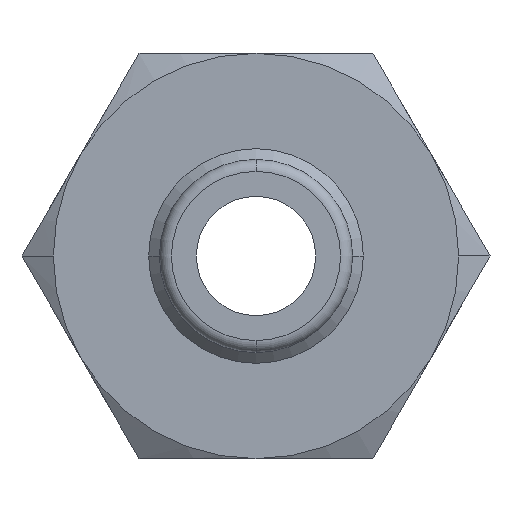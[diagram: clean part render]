
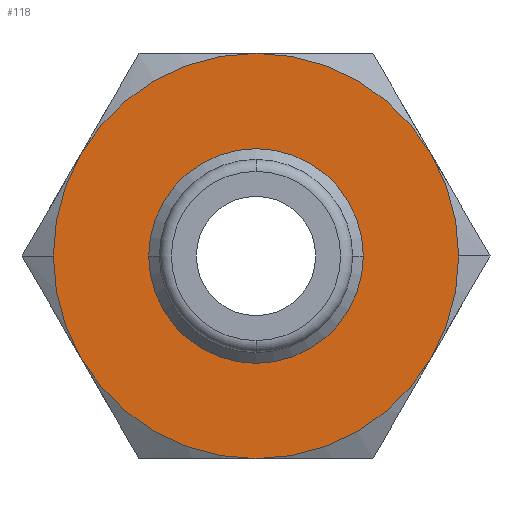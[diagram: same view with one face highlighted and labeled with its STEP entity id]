
A CAD part, front view. The second image highlights one B-rep face of the part: STEP entity #118.
In plain terms, the highlighted planar face has unit normal (0, -1, 0).
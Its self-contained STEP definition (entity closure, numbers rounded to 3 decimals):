
#118=ADVANCED_FACE('',(#254,#255),#256,.T.);
#254=FACE_OUTER_BOUND('',#409,.T.);
#255=FACE_BOUND('',#410,.T.);
#256=PLANE('',#411);
#409=EDGE_LOOP('',(#674,#675,#676,#677,#678,#679,#680,#681));
#410=EDGE_LOOP('',(#682,#683));
#411=AXIS2_PLACEMENT_3D('',#684,#685,#686);
#674=ORIENTED_EDGE('',*,*,#981,.F.);
#675=ORIENTED_EDGE('',*,*,#948,.F.);
#676=ORIENTED_EDGE('',*,*,#982,.F.);
#677=ORIENTED_EDGE('',*,*,#983,.F.);
#678=ORIENTED_EDGE('',*,*,#984,.F.);
#679=ORIENTED_EDGE('',*,*,#978,.F.);
#680=ORIENTED_EDGE('',*,*,#936,.F.);
#681=ORIENTED_EDGE('',*,*,#985,.F.);
#682=ORIENTED_EDGE('',*,*,#963,.F.);
#683=ORIENTED_EDGE('',*,*,#965,.F.);
#684=CARTESIAN_POINT('',(4.25,14.0,0.0));
#685=DIRECTION('',(-0.0,-1.0,-0.0));
#686=DIRECTION('',(-1.0,0.0,0.0));
#936=EDGE_CURVE('',#1118,#1115,#1120,.T.);
#948=EDGE_CURVE('',#1135,#1137,#1138,.T.);
#963=EDGE_CURVE('',#1156,#1153,#1158,.T.);
#965=EDGE_CURVE('',#1153,#1156,#1160,.T.);
#978=EDGE_CURVE('',#1115,#1175,#1179,.T.);
#981=EDGE_CURVE('',#1137,#1182,#1183,.T.);
#982=EDGE_CURVE('',#1141,#1135,#1184,.T.);
#983=EDGE_CURVE('',#1185,#1141,#1186,.T.);
#984=EDGE_CURVE('',#1175,#1185,#1187,.T.);
#985=EDGE_CURVE('',#1182,#1118,#1188,.T.);
#1115=VERTEX_POINT('',#1401);
#1118=VERTEX_POINT('',#1415);
#1120=CIRCLE('',#1428,8.5);
#1135=VERTEX_POINT('',#1469);
#1137=VERTEX_POINT('',#1482);
#1138=CIRCLE('',#1483,8.5);
#1141=VERTEX_POINT('',#1497);
#1153=VERTEX_POINT('',#1556);
#1156=VERTEX_POINT('',#1560);
#1158=CIRCLE('',#1563,4.5);
#1160=CIRCLE('',#1565,4.5);
#1175=VERTEX_POINT('',#1584);
#1179=CIRCLE('',#1610,8.5);
#1182=VERTEX_POINT('',#1613);
#1183=CIRCLE('',#1614,8.5);
#1184=CIRCLE('',#1615,8.5);
#1185=VERTEX_POINT('',#1616);
#1186=CIRCLE('',#1617,8.5);
#1187=CIRCLE('',#1618,8.5);
#1188=CIRCLE('',#1619,8.5);
#1401=CARTESIAN_POINT('',(0.0,14.0,-8.5));
#1415=CARTESIAN_POINT('',(7.361,14.0,-4.25));
#1428=AXIS2_PLACEMENT_3D('',#1821,#1822,#1823);
#1469=CARTESIAN_POINT('',(0.,14.0,8.5));
#1482=CARTESIAN_POINT('',(7.361,14.0,4.25));
#1483=AXIS2_PLACEMENT_3D('',#1831,#1832,#1833);
#1497=CARTESIAN_POINT('',(-7.361,14.0,4.25));
#1556=CARTESIAN_POINT('',(4.5,14.0,0.));
#1560=CARTESIAN_POINT('',(-4.5,14.0,0.));
#1563=AXIS2_PLACEMENT_3D('',#1842,#1843,#1844);
#1565=AXIS2_PLACEMENT_3D('',#1845,#1846,#1847);
#1584=CARTESIAN_POINT('',(-7.361,14.0,-4.25));
#1610=AXIS2_PLACEMENT_3D('',#1861,#1862,#1863);
#1613=CARTESIAN_POINT('',(8.5,14.0,0.));
#1614=AXIS2_PLACEMENT_3D('',#1864,#1865,#1866);
#1615=AXIS2_PLACEMENT_3D('',#1867,#1868,#1869);
#1616=CARTESIAN_POINT('',(-8.5,14.0,0.));
#1617=AXIS2_PLACEMENT_3D('',#1870,#1871,#1872);
#1618=AXIS2_PLACEMENT_3D('',#1873,#1874,#1875);
#1619=AXIS2_PLACEMENT_3D('',#1876,#1877,#1878);
#1821=CARTESIAN_POINT('',(0.0,14.0,0.0));
#1822=DIRECTION('',(-0.0,1.0,0.0));
#1823=DIRECTION('',(1.0,0.0,0.0));
#1831=CARTESIAN_POINT('',(0.0,14.0,0.0));
#1832=DIRECTION('',(-0.0,1.0,0.0));
#1833=DIRECTION('',(1.0,0.0,0.0));
#1842=CARTESIAN_POINT('',(0.0,14.0,0.0));
#1843=DIRECTION('',(0.0,-1.0,0.0));
#1844=DIRECTION('',(1.0,0.0,0.0));
#1845=CARTESIAN_POINT('',(0.0,14.0,0.0));
#1846=DIRECTION('',(0.0,-1.0,0.0));
#1847=DIRECTION('',(1.0,0.0,0.0));
#1861=CARTESIAN_POINT('',(0.0,14.0,0.0));
#1862=DIRECTION('',(-0.0,1.0,0.0));
#1863=DIRECTION('',(1.0,0.0,0.0));
#1864=CARTESIAN_POINT('',(0.0,14.0,0.0));
#1865=DIRECTION('',(-0.0,1.0,0.0));
#1866=DIRECTION('',(1.0,0.0,0.0));
#1867=CARTESIAN_POINT('',(0.0,14.0,0.0));
#1868=DIRECTION('',(-0.0,1.0,0.0));
#1869=DIRECTION('',(1.0,0.0,0.0));
#1870=CARTESIAN_POINT('',(0.0,14.0,0.0));
#1871=DIRECTION('',(-0.0,1.0,0.0));
#1872=DIRECTION('',(1.0,0.0,0.0));
#1873=CARTESIAN_POINT('',(0.0,14.0,0.0));
#1874=DIRECTION('',(-0.0,1.0,0.0));
#1875=DIRECTION('',(1.0,0.0,0.0));
#1876=CARTESIAN_POINT('',(0.0,14.0,0.0));
#1877=DIRECTION('',(-0.0,1.0,0.0));
#1878=DIRECTION('',(1.0,0.0,0.0));
